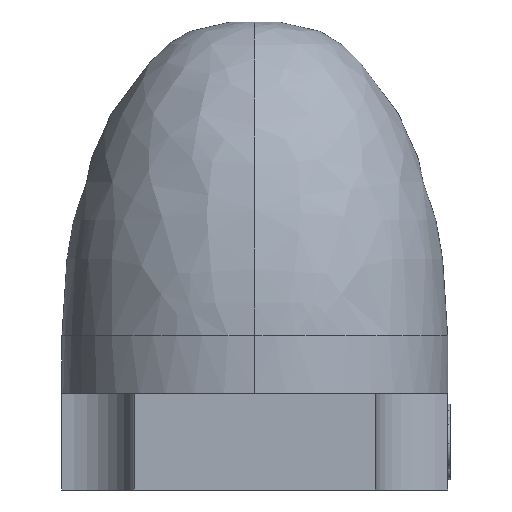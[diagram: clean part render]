
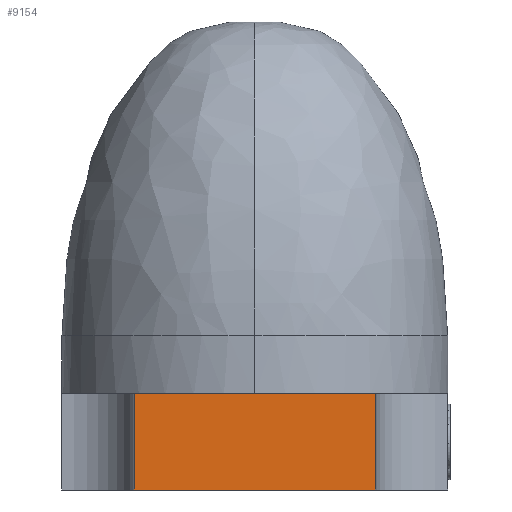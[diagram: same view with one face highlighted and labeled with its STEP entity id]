
A CAD part, left-side view. The second image highlights one B-rep face of the part: STEP entity #9154.
In plain terms, the highlighted planar face has unit normal (-1, 0, 0).
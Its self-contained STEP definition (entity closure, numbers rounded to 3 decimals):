
#753 = ORIENTED_EDGE ( 'NONE', *, *, #2788, .F. ) ;
#944 = ORIENTED_EDGE ( 'NONE', *, *, #5605, .T. ) ;
#1116 = LINE ( 'NONE', #4233, #5299 ) ;
#1617 = CARTESIAN_POINT ( 'NONE',  ( -1.6, -0.5, 0.39 ) ) ;
#1756 = VERTEX_POINT ( 'NONE', #4045 ) ;
#1789 = EDGE_CURVE ( 'NONE', #3024, #1756, #3148, .T. ) ;
#1978 = DIRECTION ( 'NONE',  ( 1., 0., 0. ) ) ;
#2788 = EDGE_CURVE ( 'NONE', #7464, #3024, #12188, .T. ) ;
#2855 = CARTESIAN_POINT ( 'NONE',  ( -1.6, 0.5, -0.01 ) ) ;
#3024 = VERTEX_POINT ( 'NONE', #2855 ) ;
#3031 = CARTESIAN_POINT ( 'NONE',  ( -1.6, 0.8, 0.38 ) ) ;
#3148 = LINE ( 'NONE', #6495, #4529 ) ;
#3195 = ORIENTED_EDGE ( 'NONE', *, *, #6860, .T. ) ;
#3718 = LINE ( 'NONE', #6204, #6774 ) ;
#4045 = CARTESIAN_POINT ( 'NONE',  ( -1.6, 0.5, 0.39 ) ) ;
#4233 = CARTESIAN_POINT ( 'NONE',  ( -1.6, -0.5, 0.99 ) ) ;
#4529 = VECTOR ( 'NONE', #10693, 1000. ) ;
#5299 = VECTOR ( 'NONE', #7266, 1000. ) ;
#5602 = EDGE_LOOP ( 'NONE', ( #753, #3195, #944, #11674 ) ) ;
#5605 = EDGE_CURVE ( 'NONE', #13214, #1756, #3718, .T. ) ;
#5905 = CARTESIAN_POINT ( 'NONE',  ( -1.6, -0.5, -0.01 ) ) ;
#6204 = CARTESIAN_POINT ( 'NONE',  ( -1.6, 0.8, 0.39 ) ) ;
#6495 = CARTESIAN_POINT ( 'NONE',  ( -1.6, 0.5, 0.99 ) ) ;
#6704 = VECTOR ( 'NONE', #13157, 1000. ) ;
#6774 = VECTOR ( 'NONE', #7950, 1000. ) ;
#6860 = EDGE_CURVE ( 'NONE', #7464, #13214, #1116, .T. ) ;
#7266 = DIRECTION ( 'NONE',  ( 0., 0., 1. ) ) ;
#7400 = DIRECTION ( 'NONE',  ( 0., 1., 0. ) ) ;
#7464 = VERTEX_POINT ( 'NONE', #5905 ) ;
#7950 = DIRECTION ( 'NONE',  ( 0., 1., 0. ) ) ;
#9154 = ADVANCED_FACE ( 'NONE', ( #12618 ), #9390, .F. ) ;
#9390 = PLANE ( 'NONE',  #12199 ) ;
#10693 = DIRECTION ( 'NONE',  ( 0., 0., 1. ) ) ;
#11674 = ORIENTED_EDGE ( 'NONE', *, *, #1789, .F. ) ;
#12188 = LINE ( 'NONE', #13082, #6704 ) ;
#12199 = AXIS2_PLACEMENT_3D ( 'NONE', #3031, #1978, #7400 ) ;
#12618 = FACE_OUTER_BOUND ( 'NONE', #5602, .T. ) ;
#13082 = CARTESIAN_POINT ( 'NONE',  ( -1.6, 0.8, -0.01 ) ) ;
#13157 = DIRECTION ( 'NONE',  ( 0., 1., 0. ) ) ;
#13214 = VERTEX_POINT ( 'NONE', #1617 ) ;
